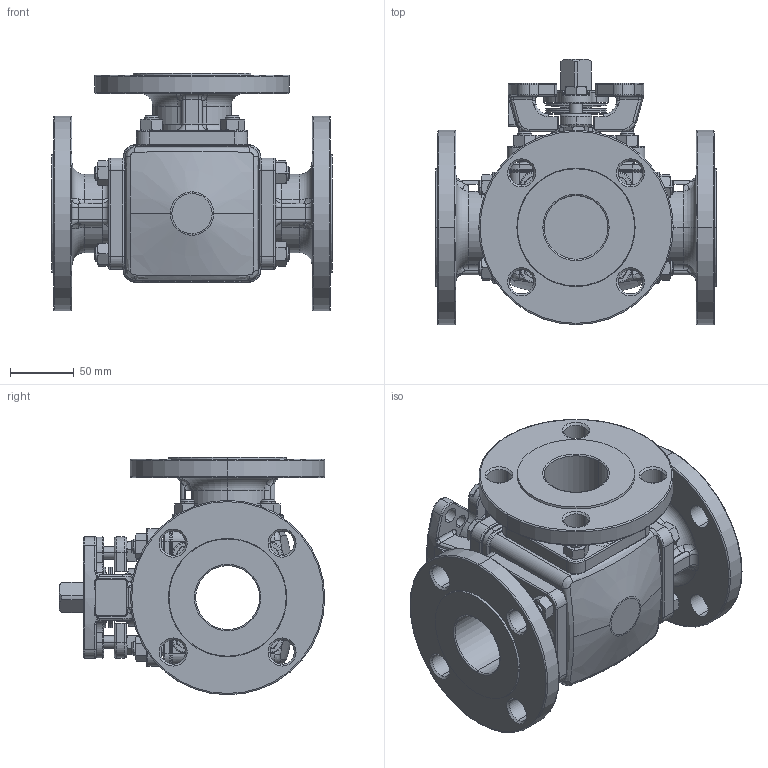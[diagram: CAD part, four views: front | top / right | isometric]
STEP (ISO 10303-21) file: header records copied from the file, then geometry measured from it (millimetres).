
FILE_DESCRIPTION (( 'STEP AP214' ), '1' );
FILE_NAME ('31-F1-0200-XXX BARE STEM.step', '2019-08-21T18:08:33', ( '' ), ( '' ), 'SwSTEP 2.0', 'SolidWorks 2019', '' );
FILE_SCHEMA (( 'AUTOMOTIVE_DESIGN' ));
Length unit declared in the file: inch
Products named in the file (2): 31-F1-0200-XXX BARE STEM
Bounding box: 219.96 x 208.2 x 186.18 mm (x, y, z)
Surface area: 313934.5 mm2 (no closed solid volume)
Topology: 0 solids, 48 shells, 997 faces, 2759 edges, 1735 vertices
Faces by surface type: cylinder 340, plane 226, bspline 208, cone 144, torus 79
Entity records: 54761 total; most frequent: CARTESIAN_POINT 17826, DIRECTION 5026, ORIENTED_EDGE 4754, EDGE_CURVE 2745, AXIS2_PLACEMENT_3D 2098, VERTEX_POINT 1735, CIRCLE 1307, EDGE_LOOP 1118
